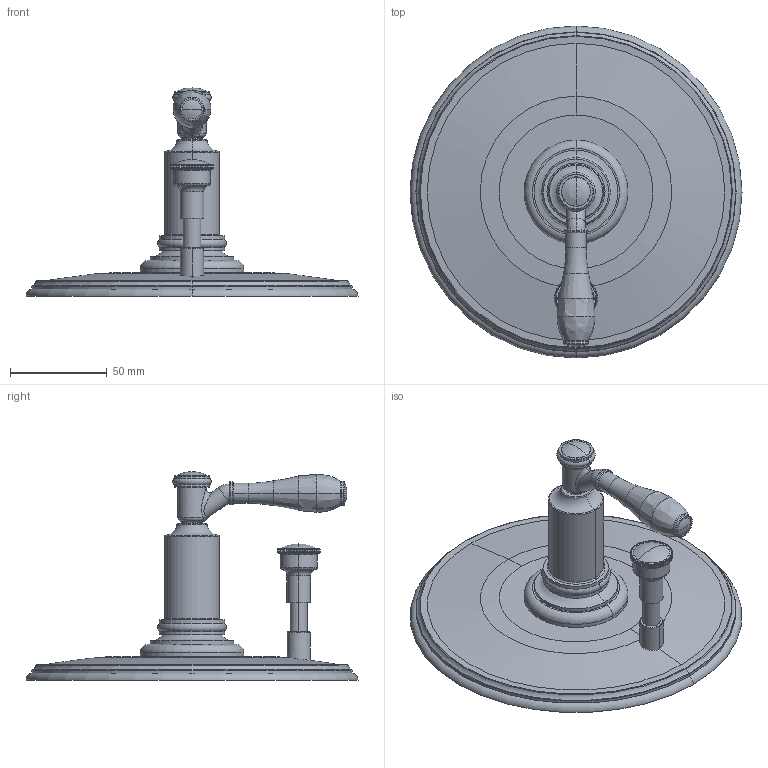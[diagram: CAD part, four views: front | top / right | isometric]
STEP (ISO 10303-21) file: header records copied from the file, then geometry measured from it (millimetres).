
FILE_DESCRIPTION((''),'2;1');
FILE_NAME('5-2552BP','2021-06-09T10:02:44',('jinson.thomas'),(''),'CREO PARAMETRIC BY PTC INC, 2018400','CREO PARAMETRIC BY PTC INC, 2018400','');
FILE_SCHEMA(('CONFIG_CONTROL_DESIGN'));
Length unit declared in the file: inch
Products named in the file (1): 5-2552BP
Bounding box: 171.45 x 171.45 x 107.72 mm (x, y, z)
Volume: 306204.7 mm3; surface area: 63275.1 mm2
Topology: 1 solids, 2 shells, 682 faces, 1555 edges, 885 vertices
Faces by surface type: bspline 284, cylinder 222, plane 107, torus 59, sphere 8, cone 2
Entity records: 30412 total; most frequent: CARTESIAN_POINT 16958, ORIENTED_EDGE 3098, DIRECTION 2460, EDGE_CURVE 1549, AXIS2_PLACEMENT_3D 1073, VERTEX_POINT 885, EDGE_LOOP 698, FACE_OUTER_BOUND 682
